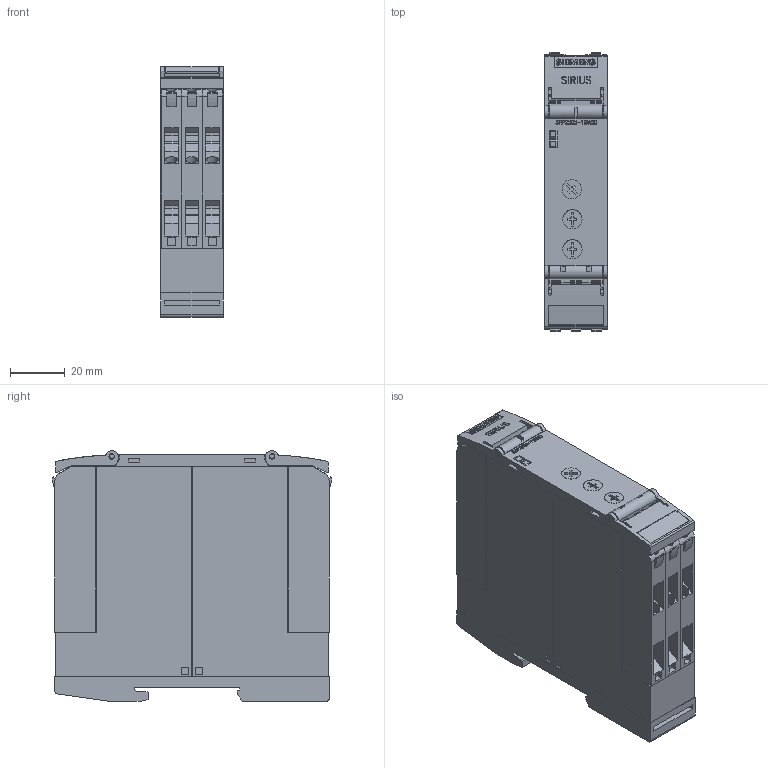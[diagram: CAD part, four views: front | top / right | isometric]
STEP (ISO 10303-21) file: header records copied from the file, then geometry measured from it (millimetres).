
FILE_DESCRIPTION(('STEP AP214'),'1');
FILE_NAME('cctmp_555B8A04-766B-48A8-9C05-4C81B423AEDC_2023_07_21_09_21_55_0427..stp','2023-07-21T07:21:57',('SIEMENS A&D'),('CADClick - www.CADClick.com'),'Spatial InterOp 3D postprocessed',' ','unknown authorization');
FILE_SCHEMA(('AUTOMOTIVE_DESIGN'));
Length unit declared in the file: millimetre
Products named in the file (1): 2023_07_21_09_21_55_0348
Bounding box: 22.8 x 101.9 x 91.42 mm (x, y, z)
Volume: 179697.8 mm3; surface area: 51049.7 mm2
Topology: 1 solids, 1 shells, 1596 faces, 4465 edges, 2966 vertices
Faces by surface type: plane 1280, cylinder 270, cone 30, torus 16
Entity records: 86384 total; most frequent: CARTESIAN_POINT 10131, STYLED_ITEM 9020, PRESENTATION_STYLE_ASSIGNMENT 9020, ORIENTED_EDGE 8914, DIRECTION 8290, EDGE_CURVE 4457, CURVE_STYLE 4457, DRAUGHTING_PRE_DEFINED_CURVE_FONT 4457
